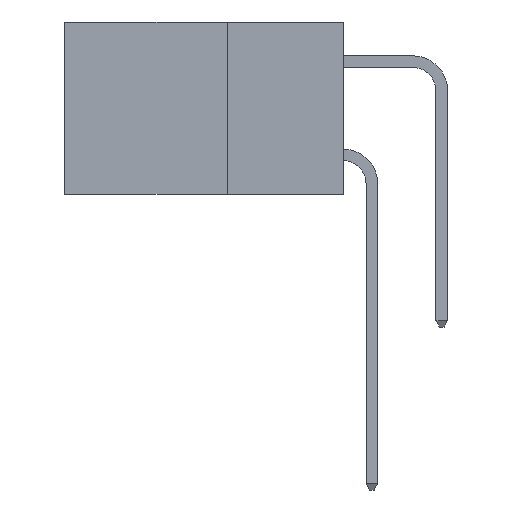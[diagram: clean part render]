
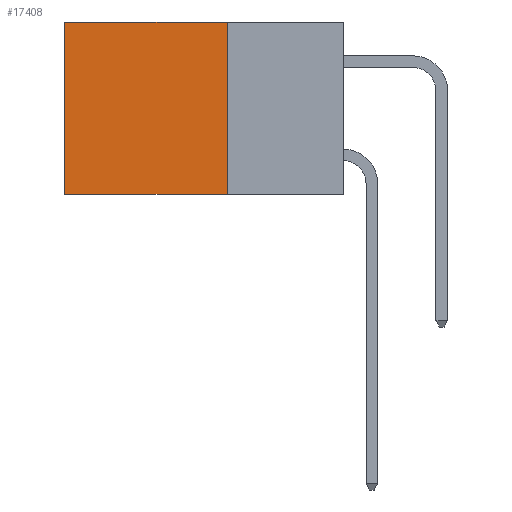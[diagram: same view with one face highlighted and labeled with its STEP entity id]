
A CAD part, left-side view. The second image highlights one B-rep face of the part: STEP entity #17408.
In plain terms, the highlighted planar face has unit normal (-1, 0, 0).
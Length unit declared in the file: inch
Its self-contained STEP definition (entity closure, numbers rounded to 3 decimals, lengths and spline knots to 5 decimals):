
#286 = AXIS2_PLACEMENT_3D ( 'NONE', #18438, #7123, #18503 ) ;
#891 = VECTOR ( 'NONE', #19334, 39.37008 ) ;
#1185 = ORIENTED_EDGE ( 'NONE', *, *, #15233, .T. ) ;
#1569 = VERTEX_POINT ( 'NONE', #18442 ) ;
#2187 = VECTOR ( 'NONE', #17170, 39.37008 ) ;
#2316 = CARTESIAN_POINT ( 'NONE',  ( 0.2615, 0.25, 0. ) ) ;
#2385 = DIRECTION ( 'NONE',  ( 0., 1., 0. ) ) ;
#2412 = CARTESIAN_POINT ( 'NONE',  ( 0.2615, 0.25, -0.37 ) ) ;
#2924 = CARTESIAN_POINT ( 'NONE',  ( 0.2615, 0.25, -0.37 ) ) ;
#2938 = VERTEX_POINT ( 'NONE', #10384 ) ;
#5375 = LINE ( 'NONE', #2924, #891 ) ;
#5962 = EDGE_LOOP ( 'NONE', ( #11140, #13881, #17225, #1185 ) ) ;
#6663 = LINE ( 'NONE', #2316, #2187 ) ;
#7052 = CARTESIAN_POINT ( 'NONE',  ( 0.2615, 0.6, -0.37 ) ) ;
#7123 = DIRECTION ( 'NONE',  ( 1., 0., 0. ) ) ;
#7547 = VECTOR ( 'NONE', #2385, 39.37008 ) ;
#7604 = LINE ( 'NONE', #7052, #11443 ) ;
#9670 = CARTESIAN_POINT ( 'NONE',  ( 0.2615, 0.25, 0. ) ) ;
#10245 = EDGE_CURVE ( 'NONE', #19742, #1569, #20484, .T. ) ;
#10343 = DIRECTION ( 'NONE',  ( 0., 0., -1. ) ) ;
#10384 = CARTESIAN_POINT ( 'NONE',  ( 0.2615, 0.6, 0. ) ) ;
#11070 = CARTESIAN_POINT ( 'NONE',  ( 0.2615, 0.25, -0.37 ) ) ;
#11140 = ORIENTED_EDGE ( 'NONE', *, *, #17398, .T. ) ;
#11443 = VECTOR ( 'NONE', #10343, 39.37008 ) ;
#11561 = EDGE_CURVE ( 'NONE', #19836, #19742, #5375, .T. ) ;
#13881 = ORIENTED_EDGE ( 'NONE', *, *, #10245, .F. ) ;
#15233 = EDGE_CURVE ( 'NONE', #19836, #2938, #6663, .T. ) ;
#16911 = PLANE ( 'NONE',  #286 ) ;
#17170 = DIRECTION ( 'NONE',  ( 0., 1., 0. ) ) ;
#17225 = ORIENTED_EDGE ( 'NONE', *, *, #11561, .F. ) ;
#17398 = EDGE_CURVE ( 'NONE', #2938, #1569, #7604, .T. ) ;
#17408 = ADVANCED_FACE ( 'NONE', ( #19553 ), #16911, .F. ) ;
#18438 = CARTESIAN_POINT ( 'NONE',  ( 0.2615, 0.25, -0.37 ) ) ;
#18442 = CARTESIAN_POINT ( 'NONE',  ( 0.2615, 0.6, -0.37 ) ) ;
#18503 = DIRECTION ( 'NONE',  ( 0., 0., -1. ) ) ;
#19334 = DIRECTION ( 'NONE',  ( 0., 0., -1. ) ) ;
#19553 = FACE_OUTER_BOUND ( 'NONE', #5962, .T. ) ;
#19742 = VERTEX_POINT ( 'NONE', #11070 ) ;
#19836 = VERTEX_POINT ( 'NONE', #9670 ) ;
#20484 = LINE ( 'NONE', #2412, #7547 ) ;
